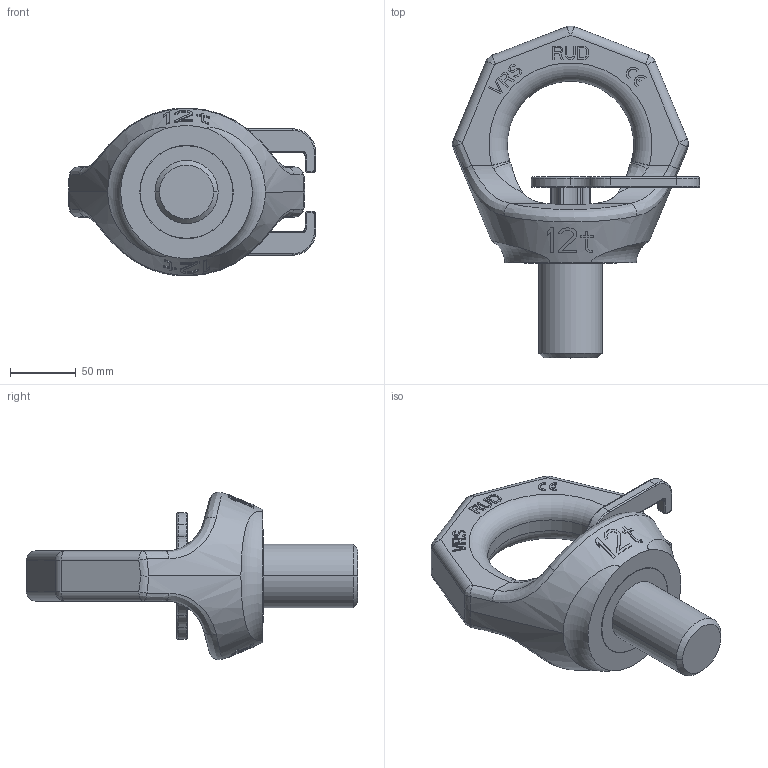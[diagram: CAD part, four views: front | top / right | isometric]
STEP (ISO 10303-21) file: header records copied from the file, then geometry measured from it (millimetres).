
FILE_DESCRIPTION((''),'2;1');
FILE_NAME('001-M32988-P-2_ASM','2018-08-21T',('Andreas.Wendler'),(''),'PRO/ENGINEER BY PARAMETRIC TECHNOLOGY CORPORATION, 2011490','PRO/ENGINEER BY PARAMETRIC TECHNOLOGY CORPORATION, 2011490','');
FILE_SCHEMA(('CONFIG_CONTROL_DESIGN'));
Length unit declared in the file: millimetre
Products named in the file (4): 001-M32988-P-1; 001-M32459-P-1; 001-M31159-P-3; 001-M32988-P-2_ASM
Assembly tree (3 placements, depth 2):
  001-M32988-P-2_ASM
    001-M32988-P-1
    001-M32459-P-1
    001-M31159-P-3
Bounding box: 187.66 x 252.11 x 127.5 mm (x, y, z)
Volume: 1088458.4 mm3; surface area: 138015 mm2
Topology: 3 solids, 3 shells, 696 faces, 1879 edges, 1220 vertices
Faces by surface type: plane 536, cylinder 78, bspline 44, torus 36, cone 2
Entity records: 24689 total; most frequent: CARTESIAN_POINT 7684, ORIENTED_EDGE 3758, DIRECTION 3115, EDGE_CURVE 1879, VECTOR 1365, LINE 1365, VERTEX_POINT 1220, AXIS2_PLACEMENT_3D 875
